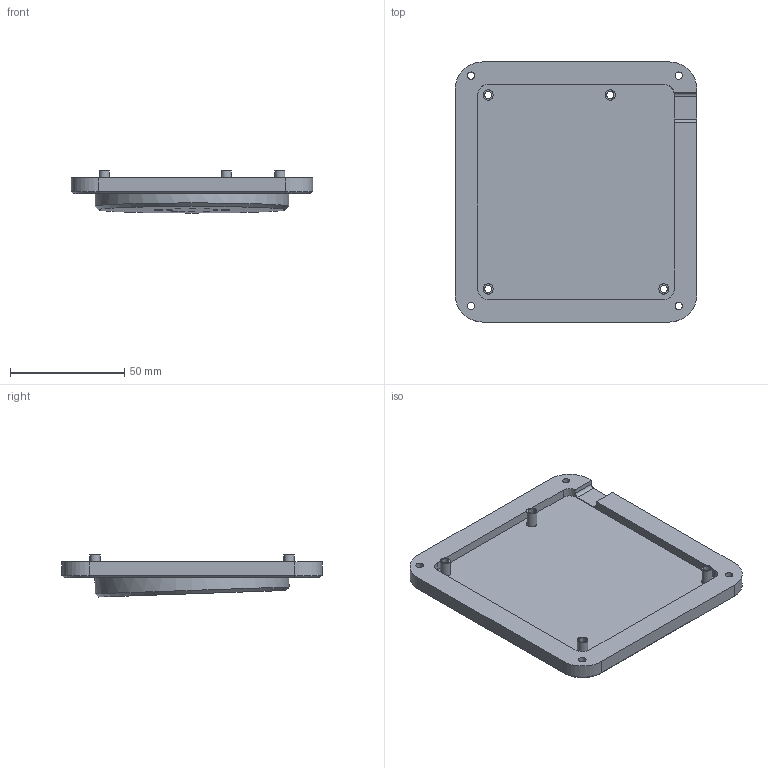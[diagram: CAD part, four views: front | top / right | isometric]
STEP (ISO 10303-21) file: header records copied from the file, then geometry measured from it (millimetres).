
FILE_DESCRIPTION(/* description */ (''),/* implementation_level */ '2;1');
FILE_NAME(/* name */ 'Base.step',/* time_stamp */ '2024-10-10T17:23:24-04:00',/* author */ (''),/* organization */ (''),/* preprocessor_version */ 'ST-DEVELOPER v20',/* originating_system */ 'Autodesk Translation Framework v13.20.0.188',/* authorisation */ '');
FILE_SCHEMA (('AUTOMOTIVE_DESIGN { 1 0 10303 214 3 1 1 }'));
Length unit declared in the file: millimetre
Products named in the file (1): myhackpad
Bounding box: 106 x 114 x 18.43 mm (x, y, z)
Volume: 89927.4 mm3; surface area: 30777.3 mm2
Topology: 1 solids, 1 shells, 128 faces, 306 edges, 201 vertices
Faces by surface type: plane 69, cylinder 54, cone 5
Full cylindrical faces by diameter (mm): 3.2 x8, 4.5 x4, 6.019 x1, 85 x1
Entity records: 3804 total; most frequent: DIRECTION 676, CARTESIAN_POINT 643, ORIENTED_EDGE 612, EDGE_CURVE 306, AXIS2_PLACEMENT_3D 242, VERTEX_POINT 201, LINE 192, VECTOR 192
